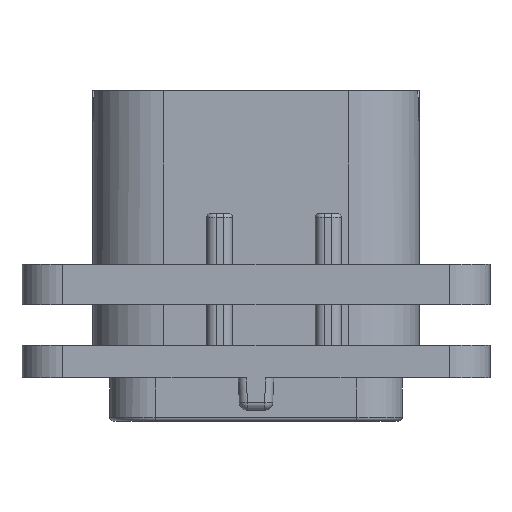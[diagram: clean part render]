
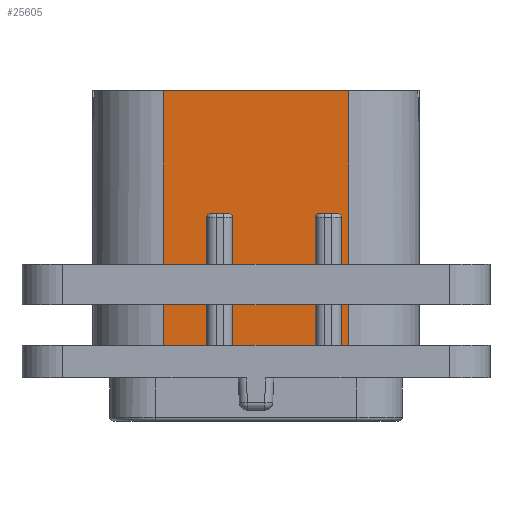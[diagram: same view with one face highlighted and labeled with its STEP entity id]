
A CAD part, front view. The second image highlights one B-rep face of the part: STEP entity #25605.
In plain terms, the highlighted planar face has unit normal (0, -1, 0).
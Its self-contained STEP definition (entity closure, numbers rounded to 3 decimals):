
#1314=DIRECTION('',(1.,0.,0.));
#1315=VECTOR('',#1314,11.4);
#1316=CARTESIAN_POINT('',(-5.7,-9.,17.67));
#1317=LINE('',#1316,#1315);
#5254=DIRECTION('',(1.,0.,0.));
#5255=VECTOR('',#5254,2.66);
#5256=CARTESIAN_POINT('',(-5.7,-9.,2.));
#5257=LINE('',#5256,#5255);
#5266=CARTESIAN_POINT('',(-2.79,-9.,9.87));
#5267=DIRECTION('',(0.,1.,0.));
#5268=DIRECTION('',(-1.,0.,0.));
#5269=AXIS2_PLACEMENT_3D('',#5266,#5267,#5268);
#5298=CARTESIAN_POINT('',(-1.69,-9.,9.87));
#5299=DIRECTION('',(0.,1.,0.));
#5300=DIRECTION('',(0.,0.,1.));
#5301=AXIS2_PLACEMENT_3D('',#5298,#5299,#5300);
#5311=DIRECTION('',(0.,0.,1.));
#5312=VECTOR('',#5311,7.87);
#5313=CARTESIAN_POINT('',(5.25,-9.,2.));
#5314=LINE('',#5313,#5312);
#5315=DIRECTION('',(1.,0.,0.));
#5316=VECTOR('',#5315,1.1);
#5317=CARTESIAN_POINT('',(3.9,-9.,10.12));
#5318=LINE('',#5317,#5316);
#5319=DIRECTION('',(0.,0.,1.));
#5320=VECTOR('',#5319,7.87);
#5321=CARTESIAN_POINT('',(3.65,-9.,2.));
#5322=LINE('',#5321,#5320);
#5323=DIRECTION('',(0.,0.,1.));
#5324=VECTOR('',#5323,7.87);
#5325=CARTESIAN_POINT('',(-1.44,-9.,2.));
#5326=LINE('',#5325,#5324);
#5327=DIRECTION('',(1.,0.,0.));
#5328=VECTOR('',#5327,1.1);
#5329=CARTESIAN_POINT('',(-2.79,-9.,10.12));
#5330=LINE('',#5329,#5328);
#5331=DIRECTION('',(0.,0.,1.));
#5332=VECTOR('',#5331,7.87);
#5333=CARTESIAN_POINT('',(-3.04,-9.,2.));
#5334=LINE('',#5333,#5332);
#5335=DIRECTION('',(0.,0.,-1.));
#5336=VECTOR('',#5335,15.67);
#5337=CARTESIAN_POINT('',(-5.7,-9.,17.67));
#5338=LINE('',#5337,#5336);
#5339=DIRECTION('',(0.,0.,-1.));
#5340=VECTOR('',#5339,15.67);
#5341=CARTESIAN_POINT('',(5.7,-9.,17.67));
#5342=LINE('',#5341,#5340);
#5356=CARTESIAN_POINT('',(5.,-9.,9.87));
#5357=DIRECTION('',(0.,1.,0.));
#5358=DIRECTION('',(0.,0.,1.));
#5359=AXIS2_PLACEMENT_3D('',#5356,#5357,#5358);
#5398=CARTESIAN_POINT('',(3.9,-9.,9.87));
#5399=DIRECTION('',(0.,1.,0.));
#5400=DIRECTION('',(-1.,0.,0.));
#5401=AXIS2_PLACEMENT_3D('',#5398,#5399,#5400);
#5489=DIRECTION('',(1.,0.,0.));
#5490=VECTOR('',#5489,0.45);
#5491=CARTESIAN_POINT('',(5.25,-9.,2.));
#5492=LINE('',#5491,#5490);
#8987=DIRECTION('',(1.,0.,0.));
#8988=VECTOR('',#8987,5.09);
#8989=CARTESIAN_POINT('',(-1.44,-9.,2.));
#8990=LINE('',#8989,#8988);
#15788=CARTESIAN_POINT('',(-5.7,-9.,17.67));
#15789=CARTESIAN_POINT('',(-5.7,-9.,2.));
#15790=VERTEX_POINT('',#15788);
#15791=VERTEX_POINT('',#15789);
#15792=CARTESIAN_POINT('',(5.7,-9.,17.67));
#15793=CARTESIAN_POINT('',(5.7,-9.,2.));
#15794=VERTEX_POINT('',#15792);
#15795=VERTEX_POINT('',#15793);
#15950=CARTESIAN_POINT('',(-3.04,-9.,2.));
#15951=VERTEX_POINT('',#15950);
#15952=CARTESIAN_POINT('',(-1.44,-9.,2.));
#15953=CARTESIAN_POINT('',(3.65,-9.,2.));
#15954=VERTEX_POINT('',#15952);
#15955=VERTEX_POINT('',#15953);
#15956=CARTESIAN_POINT('',(5.25,-9.,2.));
#15957=VERTEX_POINT('',#15956);
#18437=CARTESIAN_POINT('',(-1.44,-9.,9.87));
#18439=VERTEX_POINT('',#18437);
#18441=CARTESIAN_POINT('',(-1.69,-9.,10.12));
#18443=VERTEX_POINT('',#18441);
#18464=CARTESIAN_POINT('',(-2.79,-9.,10.12));
#18465=VERTEX_POINT('',#18464);
#18466=CARTESIAN_POINT('',(-3.04,-9.,9.87));
#18467=VERTEX_POINT('',#18466);
#18469=CARTESIAN_POINT('',(5.25,-9.,9.87));
#18471=VERTEX_POINT('',#18469);
#18473=CARTESIAN_POINT('',(5.,-9.,10.12));
#18475=VERTEX_POINT('',#18473);
#18476=CARTESIAN_POINT('',(3.9,-9.,10.12));
#18478=VERTEX_POINT('',#18476);
#18480=CARTESIAN_POINT('',(3.65,-9.,9.87));
#18482=VERTEX_POINT('',#18480);
#25575=CARTESIAN_POINT('',(-10.05,-9.,2.));
#25576=DIRECTION('',(0.,-1.,0.));
#25577=DIRECTION('',(1.,0.,0.));
#25578=AXIS2_PLACEMENT_3D('',#25575,#25576,#25577);
#25579=PLANE('',#25578);
#25581=ORIENTED_EDGE('',*,*,#25580,.T.);
#25583=ORIENTED_EDGE('',*,*,#25582,.F.);
#25585=ORIENTED_EDGE('',*,*,#25584,.F.);
#25587=ORIENTED_EDGE('',*,*,#25586,.F.);
#25589=ORIENTED_EDGE('',*,*,#25588,.F.);
#25591=ORIENTED_EDGE('',*,*,#25590,.F.);
#25592=ORIENTED_EDGE('',*,*,#25566,.T.);
#25593=ORIENTED_EDGE('',*,*,#25555,.F.);
#25594=ORIENTED_EDGE('',*,*,#25540,.F.);
#25595=ORIENTED_EDGE('',*,*,#25521,.F.);
#25596=ORIENTED_EDGE('',*,*,#25506,.F.);
#25597=ORIENTED_EDGE('',*,*,#25491,.F.);
#25598=ORIENTED_EDGE('',*,*,#19930,.F.);
#25599=ORIENTED_EDGE('',*,*,#20115,.T.);
#25600=ORIENTED_EDGE('',*,*,#20373,.T.);
#25602=ORIENTED_EDGE('',*,*,#25601,.F.);
#25603=EDGE_LOOP('',(#25581,#25583,#25585,#25587,#25589,#25591,#25592,#25593,
#25594,#25595,#25596,#25597,#25598,#25599,#25600,#25602));
#25604=FACE_OUTER_BOUND('',#25603,.F.);
#25605=ADVANCED_FACE('',(#25604),#25579,.T.);
#5270=CIRCLE('',#5269,0.25);
#5302=CIRCLE('',#5301,0.25);
#5360=CIRCLE('',#5359,0.25);
#5402=CIRCLE('',#5401,0.25);
#19930=EDGE_CURVE('',#15790,#15791,#5338,.T.);
#20115=EDGE_CURVE('',#15790,#15794,#1317,.T.);
#20373=EDGE_CURVE('',#15794,#15795,#5342,.T.);
#25491=EDGE_CURVE('',#15791,#15951,#5257,.T.);
#25506=EDGE_CURVE('',#15951,#18467,#5334,.T.);
#25521=EDGE_CURVE('',#18467,#18465,#5270,.T.);
#25540=EDGE_CURVE('',#18465,#18443,#5330,.T.);
#25555=EDGE_CURVE('',#18443,#18439,#5302,.T.);
#25566=EDGE_CURVE('',#15954,#18439,#5326,.T.);
#25580=EDGE_CURVE('',#15957,#18471,#5314,.T.);
#25582=EDGE_CURVE('',#18475,#18471,#5360,.T.);
#25584=EDGE_CURVE('',#18478,#18475,#5318,.T.);
#25586=EDGE_CURVE('',#18482,#18478,#5402,.T.);
#25588=EDGE_CURVE('',#15955,#18482,#5322,.T.);
#25590=EDGE_CURVE('',#15954,#15955,#8990,.T.);
#25601=EDGE_CURVE('',#15957,#15795,#5492,.T.);
